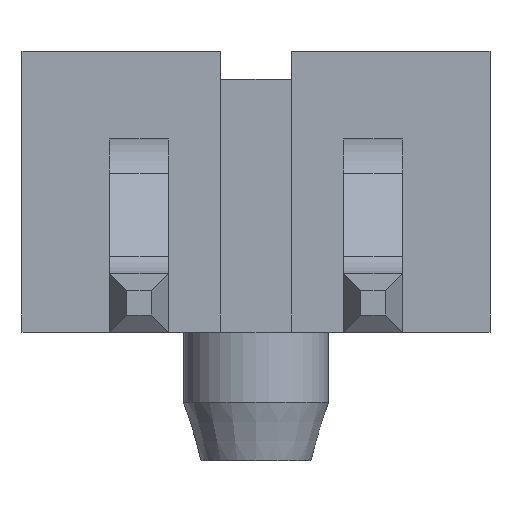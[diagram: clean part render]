
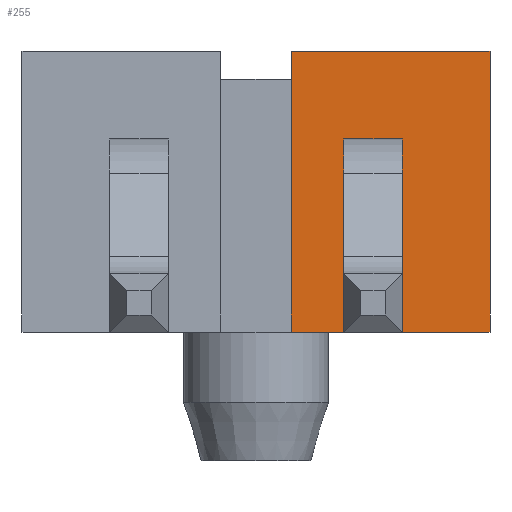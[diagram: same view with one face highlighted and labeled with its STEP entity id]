
A CAD part, left-side view. The second image highlights one B-rep face of the part: STEP entity #255.
In plain terms, the highlighted planar face has unit normal (-1, 0, 0).
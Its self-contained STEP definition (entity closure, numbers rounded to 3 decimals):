
#109 = VERTEX_POINT('',#110);
#110 = CARTESIAN_POINT('',(3.995,-3.815,0.022));
#116 = EDGE_CURVE('',#109,#117,#119,.T.);
#117 = VERTEX_POINT('',#118);
#118 = CARTESIAN_POINT('',(3.995,-1.656,0.022));
#119 = LINE('',#120,#121);
#120 = CARTESIAN_POINT('',(3.995,-3.815,0.022));
#121 = VECTOR('',#122,1.);
#122 = DIRECTION('',(0.,1.,0.));
#255 = ADVANCED_FACE('',(#256,#290),#315,.F.);
#256 = FACE_BOUND('',#257,.T.);
#257 = EDGE_LOOP('',(#258,#268,#276,#284));
#258 = ORIENTED_EDGE('',*,*,#259,.T.);
#259 = EDGE_CURVE('',#260,#262,#264,.T.);
#260 = VERTEX_POINT('',#261);
#261 = CARTESIAN_POINT('',(3.995,-2.233,2.111));
#262 = VERTEX_POINT('',#263);
#263 = CARTESIAN_POINT('',(3.995,-2.856,2.111));
#264 = LINE('',#265,#266);
#265 = CARTESIAN_POINT('',(3.995,-2.233,2.111));
#266 = VECTOR('',#267,1.);
#267 = DIRECTION('',(0.,-1.,0.));
#268 = ORIENTED_EDGE('',*,*,#269,.T.);
#269 = EDGE_CURVE('',#262,#270,#272,.T.);
#270 = VERTEX_POINT('',#271);
#271 = CARTESIAN_POINT('',(3.995,-2.856,1.489));
#272 = LINE('',#273,#274);
#273 = CARTESIAN_POINT('',(3.995,-2.856,2.111));
#274 = VECTOR('',#275,1.);
#275 = DIRECTION('',(0.,0.,-1.));
#276 = ORIENTED_EDGE('',*,*,#277,.T.);
#277 = EDGE_CURVE('',#270,#278,#280,.T.);
#278 = VERTEX_POINT('',#279);
#279 = CARTESIAN_POINT('',(3.995,-2.233,1.489));
#280 = LINE('',#281,#282);
#281 = CARTESIAN_POINT('',(3.995,-2.856,1.489));
#282 = VECTOR('',#283,1.);
#283 = DIRECTION('',(0.,1.,0.));
#284 = ORIENTED_EDGE('',*,*,#285,.T.);
#285 = EDGE_CURVE('',#278,#260,#286,.T.);
#286 = LINE('',#287,#288);
#287 = CARTESIAN_POINT('',(3.995,-2.233,1.489));
#288 = VECTOR('',#289,1.);
#289 = DIRECTION('',(0.,0.,1.));
#290 = FACE_BOUND('',#291,.T.);
#291 = EDGE_LOOP('',(#292,#300,#301,#309));
#292 = ORIENTED_EDGE('',*,*,#293,.F.);
#293 = EDGE_CURVE('',#117,#294,#296,.T.);
#294 = VERTEX_POINT('',#295);
#295 = CARTESIAN_POINT('',(3.995,-1.656,3.07));
#296 = LINE('',#297,#298);
#297 = CARTESIAN_POINT('',(3.995,-1.656,1.546));
#298 = VECTOR('',#299,1.);
#299 = DIRECTION('',(0.,0.,1.));
#300 = ORIENTED_EDGE('',*,*,#116,.F.);
#301 = ORIENTED_EDGE('',*,*,#302,.F.);
#302 = EDGE_CURVE('',#303,#109,#305,.T.);
#303 = VERTEX_POINT('',#304);
#304 = CARTESIAN_POINT('',(3.995,-3.815,3.07));
#305 = LINE('',#306,#307);
#306 = CARTESIAN_POINT('',(3.995,-3.815,3.07));
#307 = VECTOR('',#308,1.);
#308 = DIRECTION('',(0.,0.,-1.));
#309 = ORIENTED_EDGE('',*,*,#310,.F.);
#310 = EDGE_CURVE('',#294,#303,#311,.T.);
#311 = LINE('',#312,#313);
#312 = CARTESIAN_POINT('',(3.995,1.266,3.07));
#313 = VECTOR('',#314,1.);
#314 = DIRECTION('',(0.,-1.,0.));
#315 = PLANE('',#316);
#316 = AXIS2_PLACEMENT_3D('',#317,#318,#319);
#317 = CARTESIAN_POINT('',(3.995,-1.275,1.546));
#318 = DIRECTION('',(1.,0.,0.));
#319 = DIRECTION('',(0.,1.,0.));
